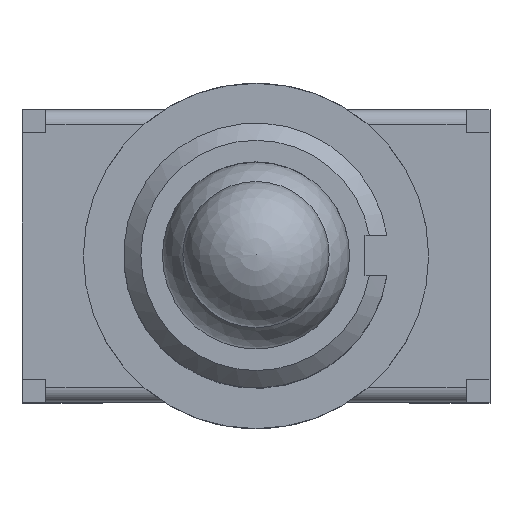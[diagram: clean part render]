
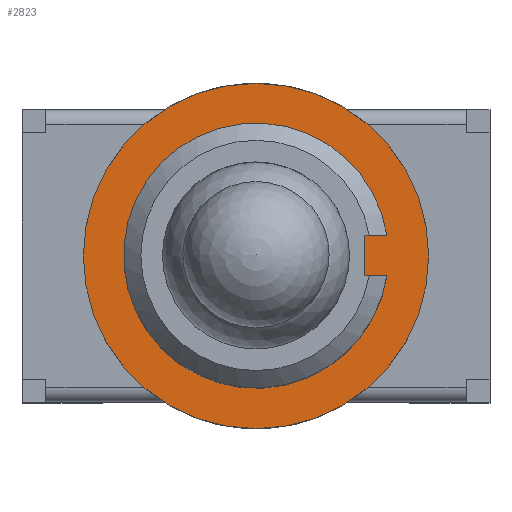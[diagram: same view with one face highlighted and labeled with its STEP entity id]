
A CAD part, top view. The second image highlights one B-rep face of the part: STEP entity #2823.
In plain terms, the highlighted planar face has unit normal (0, 0, 1).
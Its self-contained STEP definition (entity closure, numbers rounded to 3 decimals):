
#57=FACE_BOUND('',#413,.T.);
#145=CIRCLE('',#3017,2.3);
#146=CIRCLE('',#3019,3.);
#260=FACE_OUTER_BOUND('',#412,.T.);
#412=EDGE_LOOP('',(#2123));
#413=EDGE_LOOP('',(#2124,#2125,#2126,#2127));
#595=LINE('',#5483,#903);
#599=LINE('',#5493,#907);
#601=LINE('',#5496,#909);
#903=VECTOR('',#3397,10.);
#907=VECTOR('',#3407,10.);
#909=VECTOR('',#3411,10.);
#1233=VERTEX_POINT('',#5480);
#1234=VERTEX_POINT('',#5482);
#1236=VERTEX_POINT('',#5490);
#1237=VERTEX_POINT('',#5492);
#1238=VERTEX_POINT('',#5500);
#1552=EDGE_CURVE('',#1234,#1233,#595,.T.);
#1557=EDGE_CURVE('',#1237,#1236,#599,.T.);
#1559=EDGE_CURVE('',#1236,#1234,#601,.T.);
#1560=EDGE_CURVE('',#1233,#1237,#145,.T.);
#1561=EDGE_CURVE('',#1238,#1238,#146,.T.);
#2123=ORIENTED_EDGE('',*,*,#1561,.F.);
#2124=ORIENTED_EDGE('',*,*,#1557,.T.);
#2125=ORIENTED_EDGE('',*,*,#1559,.T.);
#2126=ORIENTED_EDGE('',*,*,#1552,.T.);
#2127=ORIENTED_EDGE('',*,*,#1560,.T.);
#2679=PLANE('',#3018);
#2823=ADVANCED_FACE('',(#260,#57),#2679,.F.);
#3017=AXIS2_PLACEMENT_3D('',#5498,#3414,#3415);
#3018=AXIS2_PLACEMENT_3D('',#5499,#3416,#3417);
#3019=AXIS2_PLACEMENT_3D('',#5501,#3418,#3419);
#3397=DIRECTION('',(1.,0.,0.));
#3407=DIRECTION('',(-1.,0.,0.));
#3411=DIRECTION('',(0.,-1.,0.));
#3414=DIRECTION('center_axis',(0.,0.,
-1.));
#3415=DIRECTION('ref_axis',(-0.988,-0.152,0.));
#3416=DIRECTION('center_axis',(0.,0.,
-1.));
#3417=DIRECTION('ref_axis',(-1.,0.,0.));
#3418=DIRECTION('center_axis',(0.,0.,
-1.));
#3419=DIRECTION('ref_axis',(-1.,0.,0.));
#5480=CARTESIAN_POINT('',(2.273,-0.35,7.84));
#5482=CARTESIAN_POINT('',(1.893,-0.35,7.84));
#5483=CARTESIAN_POINT('',(0.947,-0.35,7.84));
#5490=CARTESIAN_POINT('',(1.893,0.35,7.84));
#5492=CARTESIAN_POINT('',(2.273,0.35,7.84));
#5493=CARTESIAN_POINT('',(1.137,0.35,7.84));
#5496=CARTESIAN_POINT('',(1.893,0.175,7.84));
#5498=CARTESIAN_POINT('Origin',(0.,0.,
7.84));
#5499=CARTESIAN_POINT('Origin',(0.,0.,
7.84));
#5500=CARTESIAN_POINT('',(3.,0.,7.84));
#5501=CARTESIAN_POINT('Origin',(0.,0.,
7.84));
